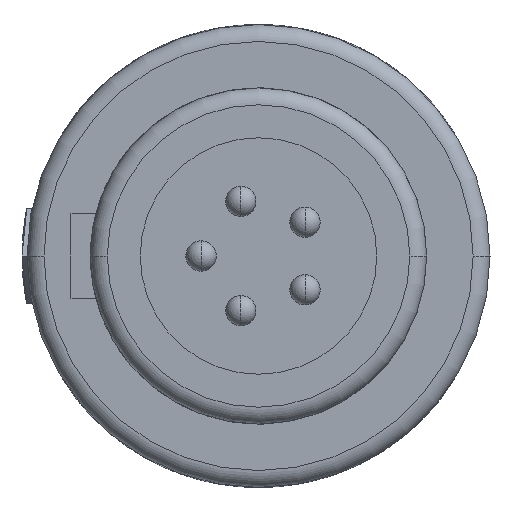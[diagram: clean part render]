
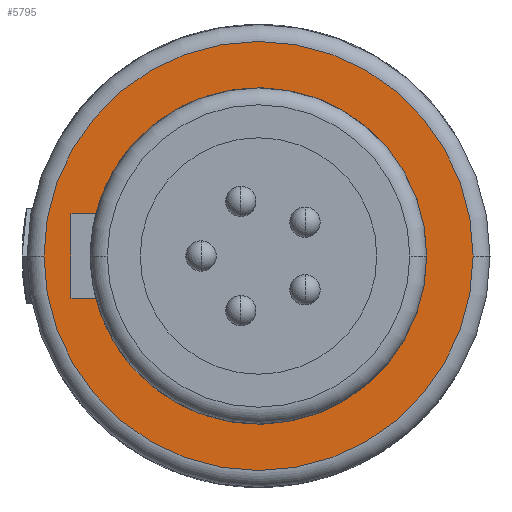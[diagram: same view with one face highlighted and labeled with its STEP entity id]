
A CAD part, left-side view. The second image highlights one B-rep face of the part: STEP entity #5795.
In plain terms, the highlighted planar face has unit normal (-1, 0, 0).
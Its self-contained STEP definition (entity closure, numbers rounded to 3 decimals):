
#1868=CARTESIAN_POINT('',(-6.7,0.,0.));
#1869=DIRECTION('',(-1.,0.,0.));
#1870=DIRECTION('',(0.,-1.,0.));
#1871=AXIS2_PLACEMENT_3D('',#1868,#1869,#1870);
#1873=CARTESIAN_POINT('',(-6.7,0.,0.));
#1874=DIRECTION('',(-1.,0.,0.));
#1875=DIRECTION('',(0.,1.,0.));
#1876=AXIS2_PLACEMENT_3D('',#1873,#1874,#1875);
#1878=DIRECTION('',(0.,1.,0.));
#1879=VECTOR('',#1878,0.735);
#1880=CARTESIAN_POINT('',(-6.7,4.815,-1.25));
#1881=LINE('',#1880,#1879);
#1882=DIRECTION('',(0.,1.,0.));
#1883=VECTOR('',#1882,0.735);
#1884=CARTESIAN_POINT('',(-6.7,4.815,1.25));
#1885=LINE('',#1884,#1883);
#1886=DIRECTION('',(0.,0.,1.));
#1887=VECTOR('',#1886,2.5);
#1888=CARTESIAN_POINT('',(-6.7,5.55,-1.25));
#1889=LINE('',#1888,#1887);
#1919=CARTESIAN_POINT('',(-6.7,0.,0.));
#1920=DIRECTION('',(1.,0.,0.));
#1921=DIRECTION('',(0.,0.968,0.251));
#1922=AXIS2_PLACEMENT_3D('',#1919,#1920,#1921);
#1956=CARTESIAN_POINT('',(-6.7,0.,0.));
#1957=DIRECTION('',(-1.,0.,0.));
#1958=DIRECTION('',(0.,0.968,-0.251));
#1959=AXIS2_PLACEMENT_3D('',#1956,#1957,#1958);
#2912=CARTESIAN_POINT('',(-6.7,-6.35,0.));
#2913=CARTESIAN_POINT('',(-6.7,6.35,0.));
#2914=VERTEX_POINT('',#2912);
#2915=VERTEX_POINT('',#2913);
#2928=CARTESIAN_POINT('',(-6.7,-4.975,0.));
#2929=VERTEX_POINT('',#2928);
#3236=CARTESIAN_POINT('',(-6.7,5.55,-1.25));
#3237=VERTEX_POINT('',#3236);
#3240=CARTESIAN_POINT('',(-6.7,5.55,1.25));
#3241=VERTEX_POINT('',#3240);
#3359=CARTESIAN_POINT('',(-6.7,4.815,-1.25));
#3360=VERTEX_POINT('',#3359);
#3361=CARTESIAN_POINT('',(-6.7,4.815,1.25));
#3362=VERTEX_POINT('',#3361);
#5773=CARTESIAN_POINT('',(-6.7,0.,0.));
#5774=DIRECTION('',(1.,0.,0.));
#5775=DIRECTION('',(0.,-1.,0.));
#5776=AXIS2_PLACEMENT_3D('',#5773,#5774,#5775);
#5777=PLANE('',#5776);
#5779=ORIENTED_EDGE('',*,*,#5778,.F.);
#5780=ORIENTED_EDGE('',*,*,#5756,.F.);
#5781=EDGE_LOOP('',(#5779,#5780));
#5782=FACE_OUTER_BOUND('',#5781,.F.);
#5784=ORIENTED_EDGE('',*,*,#5783,.F.);
#5786=ORIENTED_EDGE('',*,*,#5785,.T.);
#5788=ORIENTED_EDGE('',*,*,#5787,.F.);
#5790=ORIENTED_EDGE('',*,*,#5789,.T.);
#5792=ORIENTED_EDGE('',*,*,#5791,.F.);
#5793=EDGE_LOOP('',(#5784,#5786,#5788,#5790,#5792));
#5794=FACE_BOUND('',#5793,.F.);
#1872=CIRCLE('',#1871,6.35);
#1877=CIRCLE('',#1876,6.35);
#1923=CIRCLE('',#1922,4.975);
#1960=CIRCLE('',#1959,4.975);
#5756=EDGE_CURVE('',#2915,#2914,#1877,.T.);
#5778=EDGE_CURVE('',#2914,#2915,#1872,.T.);
#5783=EDGE_CURVE('',#3360,#3237,#1881,.T.);
#5785=EDGE_CURVE('',#3360,#2929,#1960,.T.);
#5787=EDGE_CURVE('',#3362,#2929,#1923,.T.);
#5789=EDGE_CURVE('',#3362,#3241,#1885,.T.);
#5791=EDGE_CURVE('',#3237,#3241,#1889,.T.);
#5795=ADVANCED_FACE('',(#5782,#5794),#5777,.F.);
